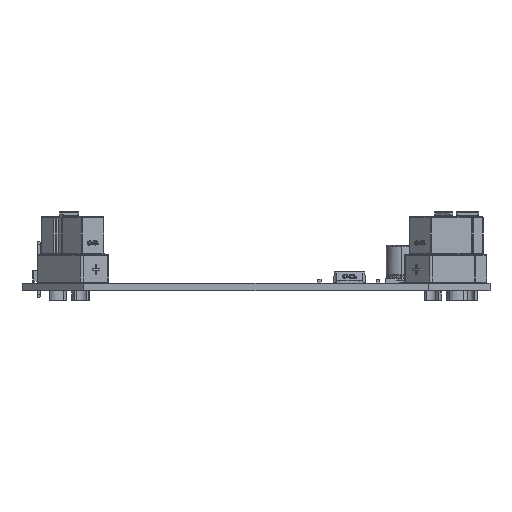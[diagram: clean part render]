
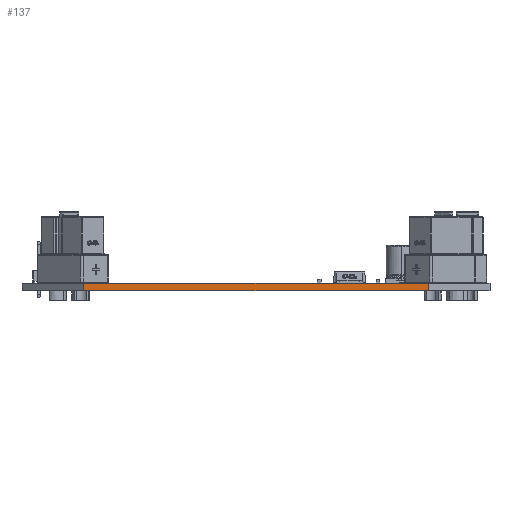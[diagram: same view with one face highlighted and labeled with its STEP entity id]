
A CAD part, front view. The second image highlights one B-rep face of the part: STEP entity #137.
In plain terms, the highlighted free-form (B-spline) face has degree [1, 1] with [2, 2] control points.
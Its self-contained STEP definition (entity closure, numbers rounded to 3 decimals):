
#115 = VERTEX_POINT('',#116);
#116 = CARTESIAN_POINT('',(75.484,-96.464,
    2.368));
#121 = EDGE_CURVE('',#122,#115,#124,.T.);
#122 = VERTEX_POINT('',#123);
#123 = CARTESIAN_POINT('',(75.484,-96.464,0.));
#124 = B_SPLINE_CURVE_WITH_KNOTS('',1,(#125,#126),.UNSPECIFIED.,.F.,.F.,
  (2,2),(0.,1.6),.PIECEWISE_BEZIER_KNOTS.);
#125 = CARTESIAN_POINT('',(75.484,-96.464,0.));
#126 = CARTESIAN_POINT('',(75.484,-96.464,
    2.368));
#137 = ADVANCED_FACE('',(#138),#160,.T.);
#138 = FACE_BOUND('',#139,.T.);
#139 = EDGE_LOOP('',(#140,#141,#148,#155));
#140 = ORIENTED_EDGE('',*,*,#121,.T.);
#141 = ORIENTED_EDGE('',*,*,#142,.T.);
#142 = EDGE_CURVE('',#115,#143,#145,.T.);
#143 = VERTEX_POINT('',#144);
#144 = CARTESIAN_POINT('',(-28.109,-96.464,
    2.368));
#145 = B_SPLINE_CURVE_WITH_KNOTS('',1,(#146,#147),.UNSPECIFIED.,.F.,.F.,
  (2,2),(0.,69.989),.PIECEWISE_BEZIER_KNOTS.);
#146 = CARTESIAN_POINT('',(75.484,-96.464,
    2.368));
#147 = CARTESIAN_POINT('',(-28.109,-96.464,
    2.368));
#148 = ORIENTED_EDGE('',*,*,#149,.F.);
#149 = EDGE_CURVE('',#150,#143,#152,.T.);
#150 = VERTEX_POINT('',#151);
#151 = CARTESIAN_POINT('',(-28.109,-96.464,0.));
#152 = B_SPLINE_CURVE_WITH_KNOTS('',1,(#153,#154),.UNSPECIFIED.,.F.,.F.,
  (2,2),(0.,1.6),.PIECEWISE_BEZIER_KNOTS.);
#153 = CARTESIAN_POINT('',(-28.109,-96.464,0.));
#154 = CARTESIAN_POINT('',(-28.109,-96.464,
    2.368));
#155 = ORIENTED_EDGE('',*,*,#156,.F.);
#156 = EDGE_CURVE('',#122,#150,#157,.T.);
#157 = B_SPLINE_CURVE_WITH_KNOTS('',1,(#158,#159),.UNSPECIFIED.,.F.,.F.,
  (2,2),(0.,69.989),.PIECEWISE_BEZIER_KNOTS.);
#158 = CARTESIAN_POINT('',(75.484,-96.464,0.));
#159 = CARTESIAN_POINT('',(-28.109,-96.464,0.));
#160 = B_SPLINE_SURFACE_WITH_KNOTS('',1,1,(
    (#161,#162)
    ,(#163,#164
    )),.UNSPECIFIED.,.F.,.F.,.F.,(2,2),(2,2),(0.,69.989),(
    -1.6,0.),.PIECEWISE_BEZIER_KNOTS.);
#161 = CARTESIAN_POINT('',(75.484,-96.464,
    2.368));
#162 = CARTESIAN_POINT('',(75.484,-96.464,0.));
#163 = CARTESIAN_POINT('',(-28.109,-96.464,
    2.368));
#164 = CARTESIAN_POINT('',(-28.109,-96.464,0.));
